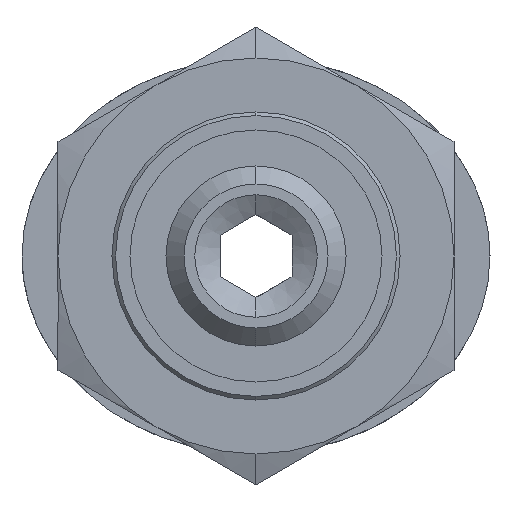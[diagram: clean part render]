
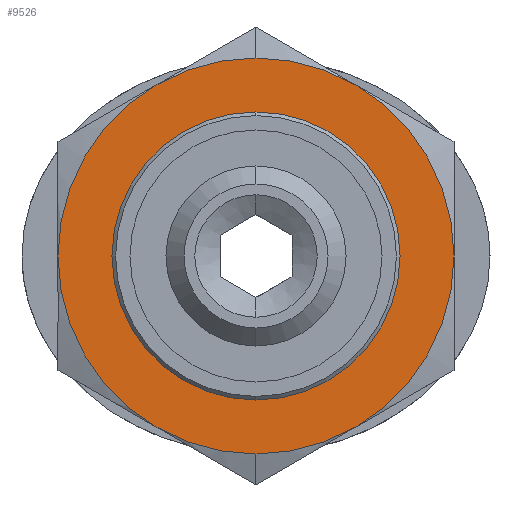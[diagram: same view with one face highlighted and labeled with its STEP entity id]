
A CAD part, left-side view. The second image highlights one B-rep face of the part: STEP entity #9526.
In plain terms, the highlighted planar face has unit normal (-1, 0, 0).
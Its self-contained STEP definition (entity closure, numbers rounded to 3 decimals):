
#480=CARTESIAN_POINT('',(-3.35,0.,5.25));
#481=VERTEX_POINT('',#480);
#488=CARTESIAN_POINT('',(-3.35,2.75,4.513));
#489=VERTEX_POINT('',#488);
#503=CARTESIAN_POINT('',(-3.35,0.0,-0.25));
#504=DIRECTION('',(-1.0,0.0,0.0));
#505=DIRECTION('',(0.0,0.0,1.0));
#506=AXIS2_PLACEMENT_3D('',#503,#504,#505);
#507=CIRCLE('',#506,5.5);
#508=EDGE_CURVE('',#481,#489,#507,.T.);
#518=CARTESIAN_POINT('',(-3.35,0.,-5.75));
#519=VERTEX_POINT('',#518);
#528=CARTESIAN_POINT('',(-3.35,2.75,-5.013));
#529=VERTEX_POINT('',#528);
#530=CARTESIAN_POINT('',(-3.35,0.0,-0.25));
#531=DIRECTION('',(-1.0,0.0,0.0));
#532=DIRECTION('',(0.0,0.0,1.0));
#533=AXIS2_PLACEMENT_3D('',#530,#531,#532);
#534=CIRCLE('',#533,5.5);
#535=EDGE_CURVE('',#529,#519,#534,.T.);
#678=CARTESIAN_POINT('',(-3.35,0.0,3.75));
#679=VERTEX_POINT('',#678);
#688=CARTESIAN_POINT('',(-3.35,0.,-4.25));
#689=VERTEX_POINT('',#688);
#690=CARTESIAN_POINT('',(-3.35,0.0,-0.25));
#691=DIRECTION('',(1.0,0.0,0.0));
#692=DIRECTION('',(0.0,0.0,1.0));
#693=AXIS2_PLACEMENT_3D('',#690,#691,#692);
#694=CIRCLE('',#693,4.0);
#695=EDGE_CURVE('',#689,#679,#694,.T.);
#8964=CARTESIAN_POINT('',(-3.35,0.0,-0.25));
#8965=DIRECTION('',(1.0,0.0,0.0));
#8966=DIRECTION('',(0.0,0.0,1.0));
#8967=AXIS2_PLACEMENT_3D('',#8964,#8965,#8966);
#8968=CIRCLE('',#8967,4.0);
#8969=EDGE_CURVE('',#679,#689,#8968,.T.);
#9104=CARTESIAN_POINT('',(-3.35,-2.75,-5.013));
#9105=VERTEX_POINT('',#9104);
#9119=CARTESIAN_POINT('',(-3.35,0.0,-0.25));
#9120=DIRECTION('',(-1.0,0.0,0.0));
#9121=DIRECTION('',(0.0,0.0,1.0));
#9122=AXIS2_PLACEMENT_3D('',#9119,#9120,#9121);
#9123=CIRCLE('',#9122,5.5);
#9124=EDGE_CURVE('',#519,#9105,#9123,.T.);
#9136=CARTESIAN_POINT('',(-3.35,5.5,-0.25));
#9137=VERTEX_POINT('',#9136);
#9164=CARTESIAN_POINT('',(-3.35,0.0,-0.25));
#9165=DIRECTION('',(-1.0,0.0,0.0));
#9166=DIRECTION('',(0.0,0.0,1.0));
#9167=AXIS2_PLACEMENT_3D('',#9164,#9165,#9166);
#9168=CIRCLE('',#9167,5.5);
#9169=EDGE_CURVE('',#9137,#529,#9168,.T.);
#9207=CARTESIAN_POINT('',(-3.35,0.0,-0.25));
#9208=DIRECTION('',(-1.0,0.0,0.0));
#9209=DIRECTION('',(0.0,0.0,1.0));
#9210=AXIS2_PLACEMENT_3D('',#9207,#9208,#9209);
#9211=CIRCLE('',#9210,5.5);
#9212=EDGE_CURVE('',#489,#9137,#9211,.T.);
#9223=CARTESIAN_POINT('',(-3.35,-2.75,4.513));
#9224=VERTEX_POINT('',#9223);
#9225=CARTESIAN_POINT('',(-3.35,0.0,-0.25));
#9226=DIRECTION('',(-1.0,0.0,0.0));
#9227=DIRECTION('',(0.0,0.0,1.0));
#9228=AXIS2_PLACEMENT_3D('',#9225,#9226,#9227);
#9229=CIRCLE('',#9228,5.5);
#9230=EDGE_CURVE('',#9224,#481,#9229,.T.);
#9268=CARTESIAN_POINT('',(-3.35,-5.5,-0.25));
#9269=VERTEX_POINT('',#9268);
#9270=CARTESIAN_POINT('',(-3.35,0.0,-0.25));
#9271=DIRECTION('',(-1.0,0.0,0.0));
#9272=DIRECTION('',(0.0,0.0,1.0));
#9273=AXIS2_PLACEMENT_3D('',#9270,#9271,#9272);
#9274=CIRCLE('',#9273,5.5);
#9275=EDGE_CURVE('',#9269,#9224,#9274,.T.);
#9313=CARTESIAN_POINT('',(-3.35,0.0,-0.25));
#9314=DIRECTION('',(-1.0,0.0,0.0));
#9315=DIRECTION('',(0.0,0.0,1.0));
#9316=AXIS2_PLACEMENT_3D('',#9313,#9314,#9315);
#9317=CIRCLE('',#9316,5.5);
#9318=EDGE_CURVE('',#9105,#9269,#9317,.T.);
#9507=CARTESIAN_POINT('',(-3.35,0.0,5.809));
#9508=DIRECTION('',(1.0,0.0,0.0));
#9509=DIRECTION('',(0.0,0.0,-1.0));
#9510=AXIS2_PLACEMENT_3D('',#9507,#9508,#9509);
#9511=PLANE('',#9510);
#9512=ORIENTED_EDGE('',*,*,#9318,.T.);
#9513=ORIENTED_EDGE('',*,*,#9275,.T.);
#9514=ORIENTED_EDGE('',*,*,#9230,.T.);
#9515=ORIENTED_EDGE('',*,*,#508,.T.);
#9516=ORIENTED_EDGE('',*,*,#9212,.T.);
#9517=ORIENTED_EDGE('',*,*,#9169,.T.);
#9518=ORIENTED_EDGE('',*,*,#535,.T.);
#9519=ORIENTED_EDGE('',*,*,#9124,.T.);
#9520=EDGE_LOOP('',(#9512,#9513,#9514,#9515,#9516,#9517,#9518,#9519));
#9521=FACE_OUTER_BOUND('',#9520,.T.);
#9522=ORIENTED_EDGE('',*,*,#8969,.T.);
#9523=ORIENTED_EDGE('',*,*,#695,.T.);
#9524=EDGE_LOOP('',(#9522,#9523));
#9525=FACE_BOUND('',#9524,.T.);
#9526=ADVANCED_FACE('',(#9521,#9525),#9511,.F.);
